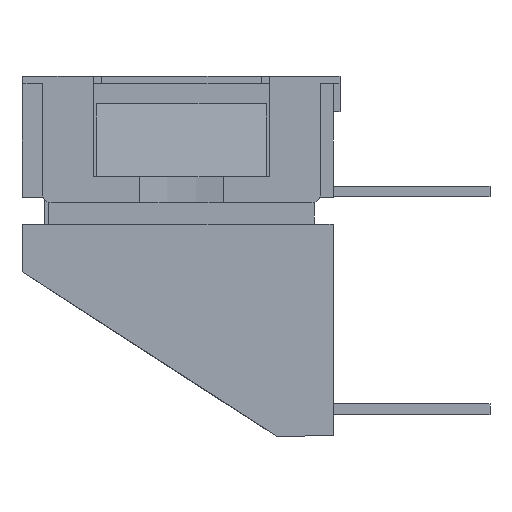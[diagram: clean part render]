
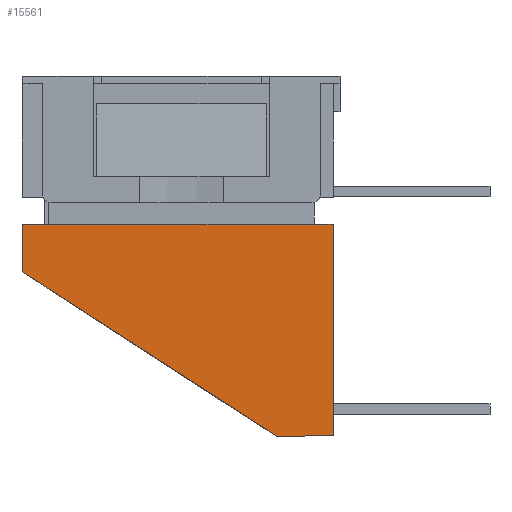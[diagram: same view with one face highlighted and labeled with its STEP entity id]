
A CAD part, front view. The second image highlights one B-rep face of the part: STEP entity #15561.
In plain terms, the highlighted planar face has unit normal (0, -1, 0).
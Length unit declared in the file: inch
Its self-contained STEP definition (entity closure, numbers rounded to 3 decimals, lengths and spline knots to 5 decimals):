
#15434=CARTESIAN_POINT('',(0.13937,-0.1374,0.19449));
#15435=VERTEX_POINT('',#15434);
#15442=CARTESIAN_POINT('',(0.13937,-0.1374,0.0));
#15443=VERTEX_POINT('',#15442);
#15444=CARTESIAN_POINT('',(0.13937,-0.1374,0.0));
#15445=DIRECTION('',(0.0,0.0,1.0));
#15446=VECTOR('',#15445,0.19449);
#15447=LINE('',#15444,#15446);
#15448=EDGE_CURVE('',#15443,#15435,#15447,.T.);
#15488=CARTESIAN_POINT('',(-0.12205,-0.13742,0.19449));
#15489=VERTEX_POINT('',#15488);
#15496=CARTESIAN_POINT('',(0.12205,-0.13742,0.19449));
#15497=VERTEX_POINT('',#15496);
#15498=CARTESIAN_POINT('',(0.12205,-0.13744,0.19449));
#15499=DIRECTION('',(-1.0,0.0,0.0));
#15500=VECTOR('',#15499,0.24409);
#15501=LINE('',#15498,#15500);
#15502=EDGE_CURVE('',#15497,#15489,#15501,.T.);
#15516=CARTESIAN_POINT('',(-0.16075,-0.1374,0.20421));
#15517=DIRECTION('',(0.0,-1.0,0.0));
#15518=DIRECTION('',(0.0,0.0,-1.0));
#15519=AXIS2_PLACEMENT_3D('',#15516,#15517,#15518);
#15520=PLANE('',#15519);
#15521=ORIENTED_EDGE('',*,*,#15502,.T.);
#15522=CARTESIAN_POINT('',(-0.14646,-0.1374,0.19449));
#15523=VERTEX_POINT('',#15522);
#15524=CARTESIAN_POINT('',(-0.12205,-0.1374,0.19449));
#15525=DIRECTION('',(-1.0,0.0,0.0));
#15526=VECTOR('',#15525,0.02441);
#15527=LINE('',#15524,#15526);
#15528=EDGE_CURVE('',#15489,#15523,#15527,.T.);
#15529=ORIENTED_EDGE('',*,*,#15528,.T.);
#15530=CARTESIAN_POINT('',(-0.14646,-0.1374,0.15079));
#15531=VERTEX_POINT('',#15530);
#15532=CARTESIAN_POINT('',(-0.14646,-0.1374,0.15079));
#15533=DIRECTION('',(0.0,0.0,1.0));
#15534=VECTOR('',#15533,0.0437);
#15535=LINE('',#15532,#15534);
#15536=EDGE_CURVE('',#15531,#15523,#15535,.T.);
#15537=ORIENTED_EDGE('',*,*,#15536,.F.);
#15538=CARTESIAN_POINT('',(0.08701,-0.1374,0.));
#15539=VERTEX_POINT('',#15538);
#15540=CARTESIAN_POINT('',(-0.14646,-0.1374,0.15079));
#15541=DIRECTION('',(0.84,0.,-0.543));
#15542=VECTOR('',#15541,0.27793);
#15543=LINE('',#15540,#15542);
#15544=EDGE_CURVE('',#15531,#15539,#15543,.T.);
#15545=ORIENTED_EDGE('',*,*,#15544,.T.);
#15546=CARTESIAN_POINT('',(0.13937,-0.1374,0.0));
#15547=DIRECTION('',(-1.0,0.0,0.0));
#15548=VECTOR('',#15547,0.05236);
#15549=LINE('',#15546,#15548);
#15550=EDGE_CURVE('',#15443,#15539,#15549,.T.);
#15551=ORIENTED_EDGE('',*,*,#15550,.F.);
#15552=ORIENTED_EDGE('',*,*,#15448,.T.);
#15553=CARTESIAN_POINT('',(0.13937,-0.1374,0.19449));
#15554=DIRECTION('',(-1.0,0.0,0.0));
#15555=VECTOR('',#15554,0.01732);
#15556=LINE('',#15553,#15555);
#15557=EDGE_CURVE('',#15435,#15497,#15556,.T.);
#15558=ORIENTED_EDGE('',*,*,#15557,.T.);
#15559=EDGE_LOOP('',(#15521,#15529,#15537,#15545,#15551,#15552,#15558));
#15560=FACE_OUTER_BOUND('',#15559,.T.);
#15561=ADVANCED_FACE('',(#15560),#15520,.T.);
